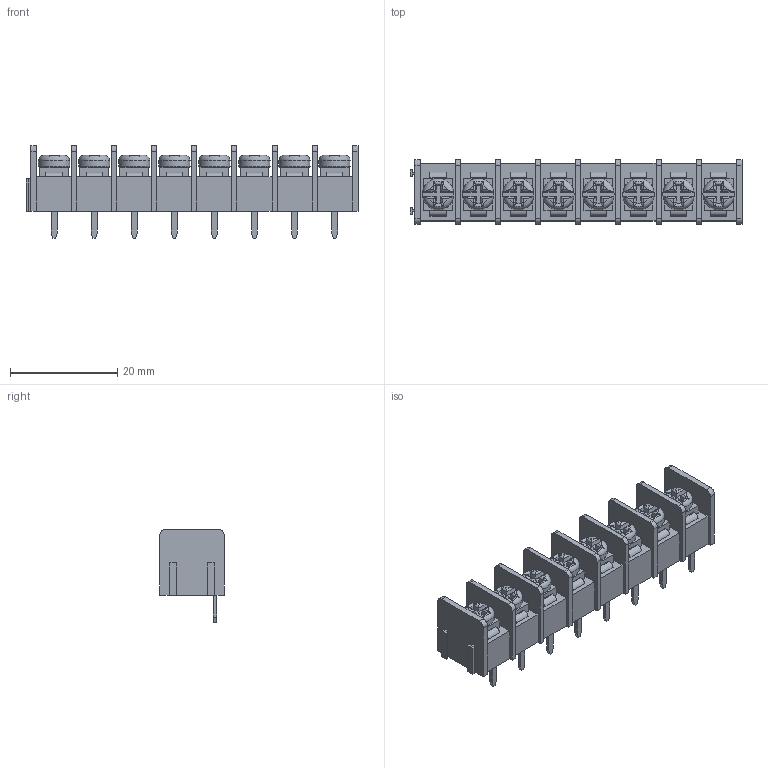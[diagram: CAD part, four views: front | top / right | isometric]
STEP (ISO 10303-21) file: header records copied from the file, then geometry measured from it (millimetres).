
FILE_DESCRIPTION(/* description */ ('Unknown'),/* implementation_level */ '2;1');
FILE_NAME(/* name */ 'Terminal Block - 7.62mm - 8 Pin',/* time_stamp */ '2018-12-07T12:45:27-05:00',/* author */ ('Unknown'),/* organization */ ('Unknown'),/* preprocessor_version */ 'ST-DEVELOPER v16.7',/* originating_system */ 'DEX',/* authorisation */ $);
FILE_SCHEMA (('AUTOMOTIVE_DESIGN { 1 0 10303 214 3 1 1 }','AP242_MANAGED_MODEL_BASED_3D_ENGINEERING_MIM_LF { 1 0 10303 442 1 1 4 }','AUTOMOTIVE_DESIGN {1 0 10303 214 3 1 1}'));
Length unit declared in the file: millimetre
Products named in the file (1): Terminal Block - 7.62mm - 8 Pin
Bounding box: 61.87 x 12.01 x 17.3 mm (x, y, z)
Volume: 5778.7 mm3; surface area: 5082.3 mm2
Topology: 9 solids, 29 shells, 724 faces, 1846 edges, 1196 vertices
Faces by surface type: plane 507, cylinder 106, bspline 87, torus 24
Full cylindrical faces by diameter (mm): 5.842 x8
Entity records: 26732 total; most frequent: CARTESIAN_POINT 7236, ORIENTED_EDGE 3636, DIRECTION 2818, EDGE_CURVE 1818, VERTEX_POINT 1188, LINE 1118, VECTOR 1118, AXIS2_PLACEMENT_3D 850
